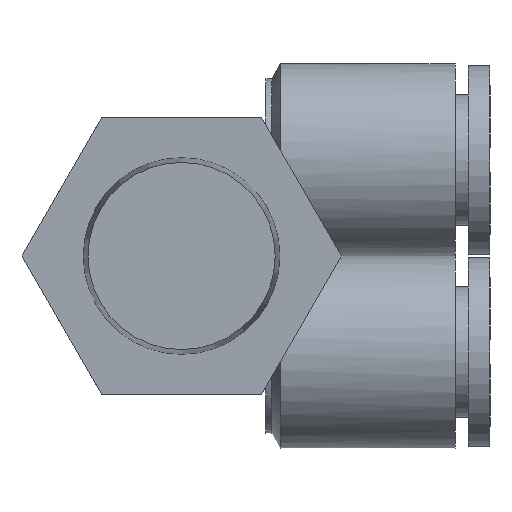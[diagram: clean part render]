
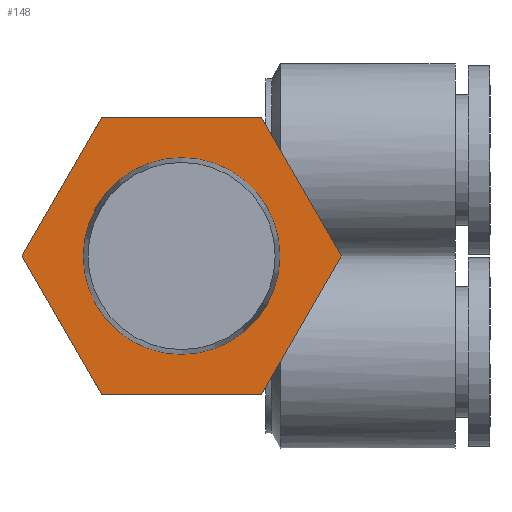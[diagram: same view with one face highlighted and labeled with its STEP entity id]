
A CAD part, front view. The second image highlights one B-rep face of the part: STEP entity #148.
In plain terms, the highlighted planar face has unit normal (0, -1, 0).
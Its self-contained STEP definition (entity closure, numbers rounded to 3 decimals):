
#148 = ADVANCED_FACE( '', ( #296, #297 ), #298, .F. );
#296 = FACE_OUTER_BOUND( '', #468, .T. );
#297 = FACE_BOUND( '', #469, .T. );
#298 = PLANE( '', #470 );
#468 = EDGE_LOOP( '', ( #683, #684, #685, #686, #687, #688 ) );
#469 = EDGE_LOOP( '', ( #689 ) );
#470 = AXIS2_PLACEMENT_3D( '', #690, #691, #692 );
#683 = ORIENTED_EDGE( '', *, *, #948, .T. );
#684 = ORIENTED_EDGE( '', *, *, #927, .T. );
#685 = ORIENTED_EDGE( '', *, *, #953, .T. );
#686 = ORIENTED_EDGE( '', *, *, #966, .T. );
#687 = ORIENTED_EDGE( '', *, *, #967, .T. );
#688 = ORIENTED_EDGE( '', *, *, #938, .T. );
#689 = ORIENTED_EDGE( '', *, *, #968, .T. );
#690 = CARTESIAN_POINT( '', ( -6.76, 5.8, 0. ) );
#691 = DIRECTION( '', ( 0., 1., 0. ) );
#692 = DIRECTION( '', ( 0., 0., 1. ) );
#927 = EDGE_CURVE( '', #1051, #1057, #1059, .T. );
#938 = EDGE_CURVE( '', #1070, #1076, #1078, .T. );
#948 = EDGE_CURVE( '', #1076, #1051, #1092, .T. );
#953 = EDGE_CURVE( '', #1057, #1098, #1100, .T. );
#966 = EDGE_CURVE( '', #1098, #1120, #1121, .T. );
#967 = EDGE_CURVE( '', #1120, #1070, #1122, .T. );
#968 = EDGE_CURVE( '', #1123, #1123, #1124, .T. );
#1051 = VERTEX_POINT( '', #1228 );
#1057 = VERTEX_POINT( '', #1245 );
#1059 = LINE( '', #1248, #1249 );
#1070 = VERTEX_POINT( '', #1261 );
#1076 = VERTEX_POINT( '', #1278 );
#1078 = LINE( '', #1281, #1282 );
#1092 = LINE( '', #1312, #1313 );
#1098 = VERTEX_POINT( '', #1329 );
#1100 = LINE( '', #1332, #1333 );
#1120 = VERTEX_POINT( '', #1395 );
#1121 = LINE( '', #1396, #1397 );
#1122 = LINE( '', #1398, #1399 );
#1123 = VERTEX_POINT( '', #1400 );
#1124 = CIRCLE( '', #1401, 6.76 );
#1228 = CARTESIAN_POINT( '', ( -10.97, 5.8, 0. ) );
#1245 = CARTESIAN_POINT( '', ( -5.485, 5.8, -9.5 ) );
#1248 = CARTESIAN_POINT( '', ( -9.917, 5.8, -1.823 ) );
#1249 = VECTOR( '', #1588, 1000. );
#1261 = CARTESIAN_POINT( '', ( 5.485, 5.8, 9.5 ) );
#1278 = CARTESIAN_POINT( '', ( -5.485, 5.8, 9.5 ) );
#1281 = CARTESIAN_POINT( '', ( -6.76, 5.8, 9.5 ) );
#1282 = VECTOR( '', #1598, 1000. );
#1312 = CARTESIAN_POINT( '', ( -9.917, 5.8, 1.823 ) );
#1313 = VECTOR( '', #1606, 1000. );
#1329 = CARTESIAN_POINT( '', ( 5.485, 5.8, -9.5 ) );
#1332 = CARTESIAN_POINT( '', ( -6.76, 5.8, -9.5 ) );
#1333 = VECTOR( '', #1608, 1000. );
#1395 = CARTESIAN_POINT( '', ( 10.97, 5.8, 0. ) );
#1396 = CARTESIAN_POINT( '', ( 6.537, 5.8, -7.677 ) );
#1397 = VECTOR( '', #1623, 1000. );
#1398 = CARTESIAN_POINT( '', ( 6.537, 5.8, 7.677 ) );
#1399 = VECTOR( '', #1624, 1000. );
#1400 = CARTESIAN_POINT( '', ( 0., 5.8, 6.76 ) );
#1401 = AXIS2_PLACEMENT_3D( '', #1625, #1626, #1627 );
#1588 = DIRECTION( '', ( 0.5, 0., -0.866 ) );
#1598 = DIRECTION( '', ( -1., 0., 0. ) );
#1606 = DIRECTION( '', ( -0.5, 0., -0.866 ) );
#1608 = DIRECTION( '', ( 1., 0., 0. ) );
#1623 = DIRECTION( '', ( 0.5, 0., 0.866 ) );
#1624 = DIRECTION( '', ( -0.5, 0., 0.866 ) );
#1625 = CARTESIAN_POINT( '', ( 0., 5.8, 0. ) );
#1626 = DIRECTION( '', ( 0., 1., 0. ) );
#1627 = DIRECTION( '', ( 0., 0., 1. ) );
